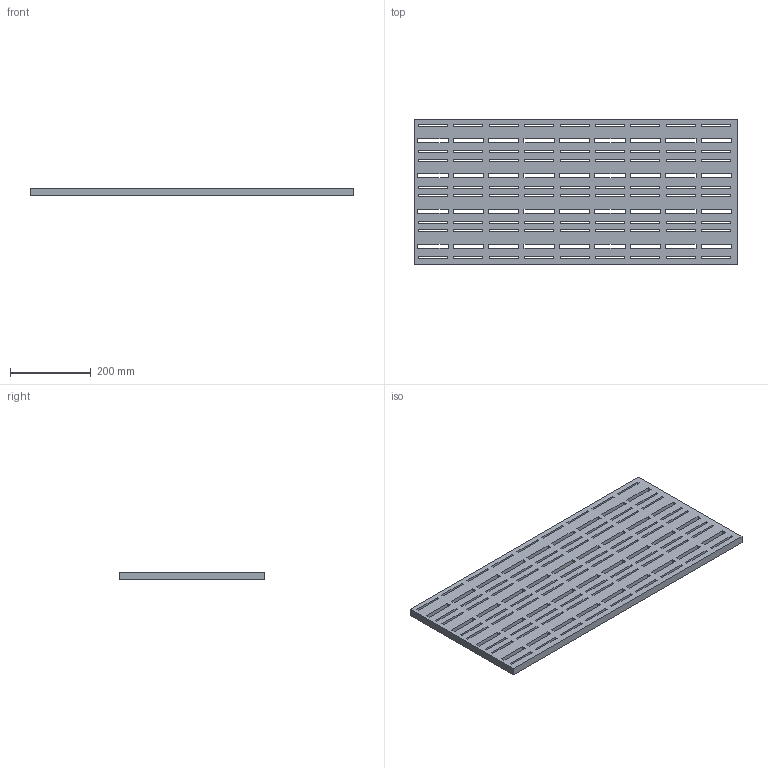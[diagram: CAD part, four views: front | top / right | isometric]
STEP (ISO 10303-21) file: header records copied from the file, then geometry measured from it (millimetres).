
FILE_DESCRIPTION(/* description */ (''),/* implementation_level */ '2;1');
FILE_NAME(/* name */ 'Base Universal Jig v3.step',/* time_stamp */ '2022-08-25T16:49:31-07:00',/* author */ (''),/* organization */ (''),/* preprocessor_version */ 'ST-DEVELOPER v19',/* originating_system */ 'Autodesk Translation Framework v11.7.0.108',/* authorisation */ '');
FILE_SCHEMA (('AUTOMOTIVE_DESIGN { 1 0 10303 214 3 1 1 }'));
Length unit declared in the file: millimetre
Products named in the file (1): Base Universal Jig
Bounding box: 800 x 360 x 19.05 mm (x, y, z)
Volume: 4478274 mm3; surface area: 842168.4 mm2
Topology: 1 solids, 1 shells, 438 faces, 1308 edges, 872 vertices
Faces by surface type: plane 438
Entity records: 14877 total; most frequent: CARTESIAN_POINT 2619, ORIENTED_EDGE 2616, DIRECTION 2186, LINE 1308, VECTOR 1308, EDGE_CURVE 1308, VERTEX_POINT 872, EDGE_LOOP 654
